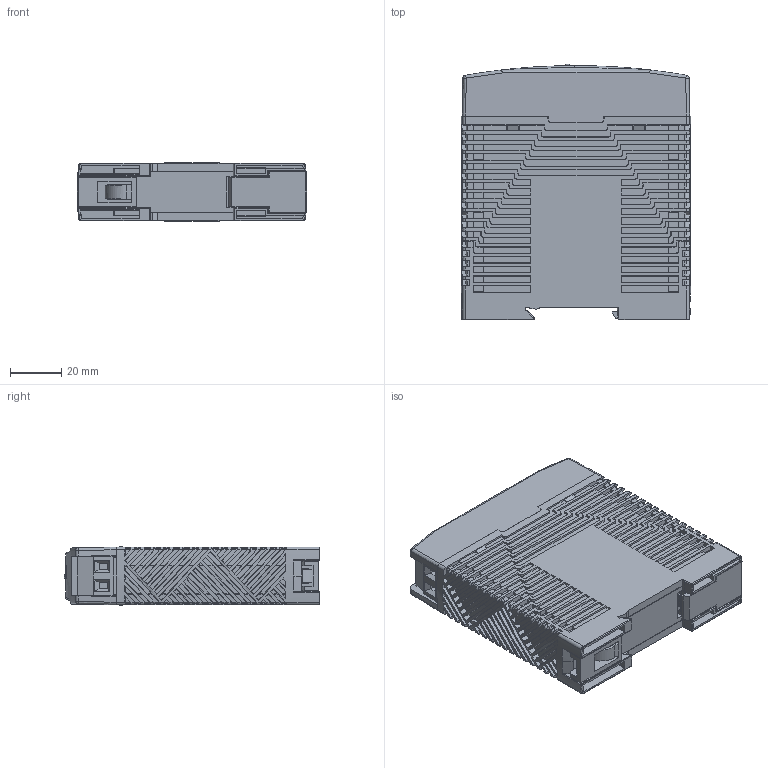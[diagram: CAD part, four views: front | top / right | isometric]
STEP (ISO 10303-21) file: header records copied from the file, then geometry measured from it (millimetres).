
FILE_DESCRIPTION (( 'STEP AP214' ), '1' );
FILE_NAME ('DRS1.STEP', '2021-07-05T15:02:24', ( 'WinXP' ), ( 'MyPC' ), 'SwSTEP 2.0', 'SolidWorks 2010', '' );
FILE_SCHEMA (( 'AUTOMOTIVE_DESIGN' ));
Length unit declared in the file: millimetre
Products named in the file (8): JC091-A0_N-1; JC090-A0_N-1; LED-G_N02-1; VL102-A0_N-1; HP420-A2_N-1; HP162-A0_BP_N-1; DRS1; HP421-A2_N-1
Assembly tree (7 placements, depth 2):
  DRS1
    JC091-A0_N-1
    HP421-A2_N-1
    HP420-A2_N-1
    HP162-A0_BP_N-1
    LED-G_N02-1
    JC090-A0_N-1
    VL102-A0_N-1
Bounding box: 90 x 100.3 x 22.79 mm (x, y, z)
Volume: 178774.3 mm3; surface area: 50468.8 mm2
Topology: 8 solids, 9 shells, 2509 faces, 7136 edges, 4667 vertices
Faces by surface type: plane 1867, cylinder 385, cone 181, bspline 76
Entity records: 92194 total; most frequent: CARTESIAN_POINT 34036, ORIENTED_EDGE 14248, DIRECTION 8035, EDGE_CURVE 7124, VERTEX_POINT 4667, B_SPLINE_CURVE_WITH_KNOTS 4097, VECTOR 2777, LINE 2777
